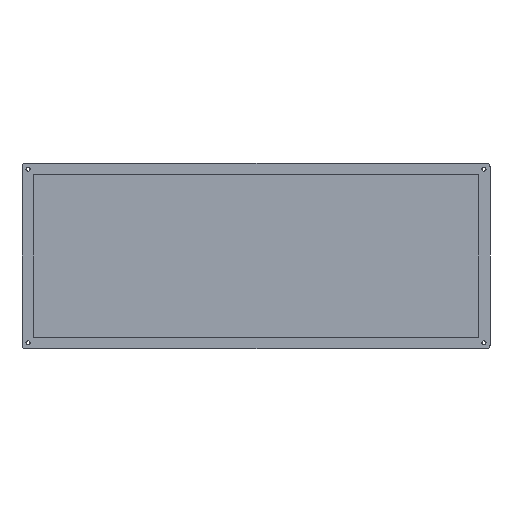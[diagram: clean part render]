
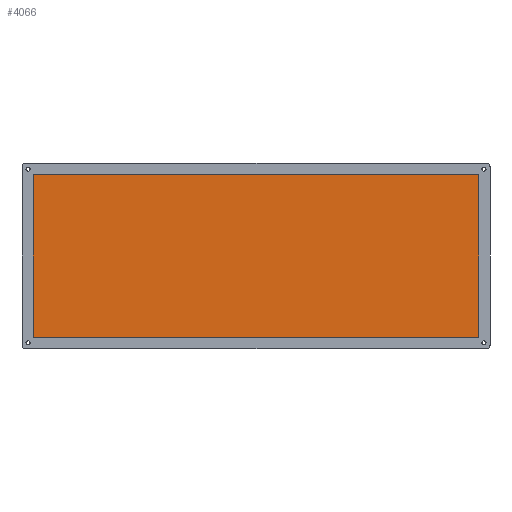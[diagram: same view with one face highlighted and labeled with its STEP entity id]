
A CAD part, front view. The second image highlights one B-rep face of the part: STEP entity #4066.
In plain terms, the highlighted planar face has unit normal (0, -1, 0).
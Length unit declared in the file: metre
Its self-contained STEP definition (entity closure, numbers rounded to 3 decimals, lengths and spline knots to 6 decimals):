
#672=ORIENTED_EDGE('',*,*,#1902,.T.);
#673=ORIENTED_EDGE('',*,*,#1866,.T.);
#674=ORIENTED_EDGE('',*,*,#1903,.F.);
#675=ORIENTED_EDGE('',*,*,#1868,.F.);
#676=ORIENTED_EDGE('',*,*,#1881,.T.);
#677=ORIENTED_EDGE('',*,*,#1887,.T.);
#678=ORIENTED_EDGE('',*,*,#1884,.F.);
#679=ORIENTED_EDGE('',*,*,#1872,.F.);
#1866=EDGE_CURVE('',#2491,#2493,#2819,.T.);
#1868=EDGE_CURVE('',#2495,#2496,#2821,.T.);
#1872=EDGE_CURVE('',#2499,#2500,#2825,.T.);
#1881=EDGE_CURVE('',#2495,#2506,#2834,.T.);
#1884=EDGE_CURVE('',#2500,#2508,#2837,.T.);
#1887=EDGE_CURVE('',#2506,#2508,#2840,.T.);
#1902=EDGE_CURVE('',#2499,#2491,#2847,.T.);
#1903=EDGE_CURVE('',#2496,#2493,#2848,.T.);
#2491=VERTEX_POINT('',#5523);
#2493=VERTEX_POINT('',#5527);
#2495=VERTEX_POINT('',#5532);
#2496=VERTEX_POINT('',#5534);
#2499=VERTEX_POINT('',#5540);
#2500=VERTEX_POINT('',#5542);
#2506=VERTEX_POINT('',#5560);
#2508=VERTEX_POINT('',#5566);
#2819=LINE('',#5528,#3153);
#2821=LINE('',#5533,#3155);
#2825=LINE('',#5541,#3159);
#2834=LINE('',#5559,#3168);
#2837=LINE('',#5565,#3171);
#2840=LINE('',#5571,#3174);
#2847=LINE('',#5596,#3181);
#2848=LINE('',#5598,#3182);
#3153=VECTOR('',#4533,1.);
#3155=VECTOR('',#4537,1.);
#3159=VECTOR('',#4541,1.);
#3168=VECTOR('',#4556,1.);
#3171=VECTOR('',#4561,1.);
#3174=VECTOR('',#4566,1.);
#3181=VECTOR('',#4597,1.);
#3182=VECTOR('',#4600,1.);
#3468=EDGE_LOOP('',(#672,#673,#674,#675,#676,#677,#678,#679));
#3736=FACE_BOUND('',#3468,.T.);
#3977=PLANE('',#4334);
#4066=ADVANCED_FACE('',(#3736),#3977,.F.);
#4334=AXIS2_PLACEMENT_3D('',#5597,#4598,#4599);
#4533=DIRECTION('',(-1.,0.,0.));
#4537=DIRECTION('',(1.,0.,0.));
#4541=DIRECTION('',(1.,0.,0.));
#4556=DIRECTION('',(0.,0.,-1.));
#4561=DIRECTION('',(0.,0.,-1.));
#4566=DIRECTION('',(1.,0.,0.));
#4597=DIRECTION('',(0.,0.,1.));
#4598=DIRECTION('',(0.,1.,0.));
#4599=DIRECTION('',(-1.,0.,0.));
#4600=DIRECTION('',(0.,0.,1.));
#5523=CARTESIAN_POINT('',(0.131999,-0.003,0.082532));
#5527=CARTESIAN_POINT('',(0.122999,-0.003,0.082532));
#5528=CARTESIAN_POINT('',(0.127499,-0.003,0.082532));
#5532=CARTESIAN_POINT('',(-0.181721,-0.003,0.073032));
#5533=CARTESIAN_POINT('',(0.002329,-0.003,0.073032));
#5534=CARTESIAN_POINT('',(0.122999,-0.003,0.073032));
#5540=CARTESIAN_POINT('',(0.131999,-0.003,0.073032));
#5541=CARTESIAN_POINT('',(0.002329,-0.003,0.073032));
#5542=CARTESIAN_POINT('',(0.186379,-0.003,0.073032));
#5559=CARTESIAN_POINT('',(-0.181721,-0.003,0.005657));
#5560=CARTESIAN_POINT('',(-0.181721,-0.003,-0.061718));
#5565=CARTESIAN_POINT('',(0.186379,-0.003,0.005657));
#5566=CARTESIAN_POINT('',(0.186379,-0.003,-0.061718));
#5571=CARTESIAN_POINT('',(0.002329,-0.003,-0.061718));
#5596=CARTESIAN_POINT('',(0.131999,-0.003,0.057132));
#5597=CARTESIAN_POINT('',(0.127499,-0.003,0.057132));
#5598=CARTESIAN_POINT('',(0.122999,-0.003,0.057132));
